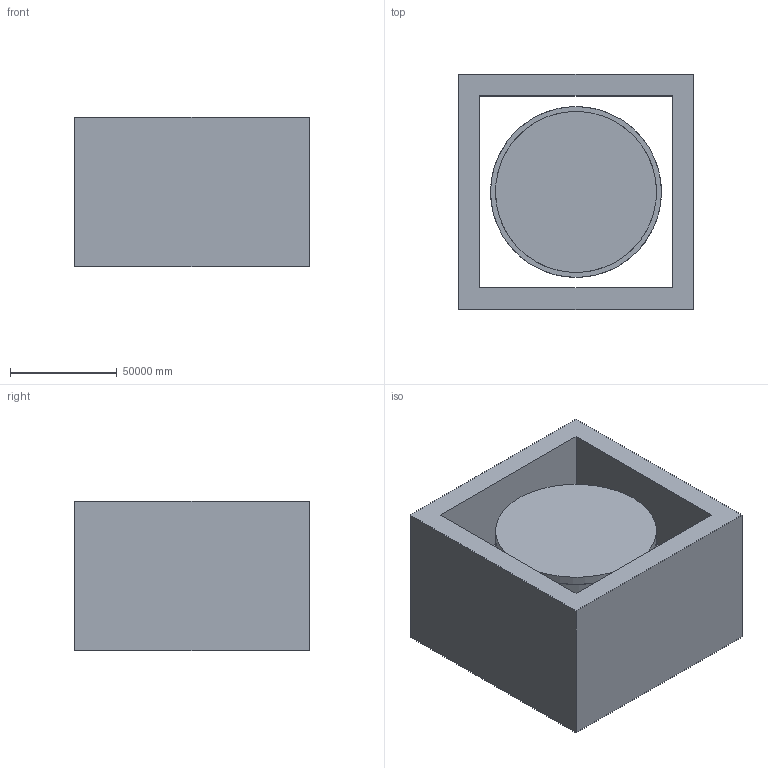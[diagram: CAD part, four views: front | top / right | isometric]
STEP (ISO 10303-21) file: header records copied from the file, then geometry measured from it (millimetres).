
FILE_DESCRIPTION(/* description */ (''),/* implementation_level */ '2;1');
FILE_NAME(/* name */ 'T294_M~1',/* time_stamp */ '2020-11-13T12:18:03+01:00',/* author */ (''),/* organization */ (''),/* preprocessor_version */ 'ST-DEVELOPER v15',/* originating_system */ '',/* authorisation */ '');
FILE_SCHEMA (('AUTOMOTIVE_DESIGN'));
Length unit declared in the file: metre
Products named in the file (1): Document
Bounding box: 110000 x 110000 x 70000 mm (x, y, z)
Volume: 406309191420291.9 mm3; surface area: 112654949045.2 mm2
Topology: 11 solids, 11 shells, 171 faces, 382 edges, 252 vertices
Faces by surface type: bspline 98, plane 73
Entity records: 5130 total; most frequent: CARTESIAN_POINT 2684, ORIENTED_EDGE 764, EDGE_CURVE 382, VERTEX_POINT 252, EDGE_LOOP 212, ADVANCED_FACE 171, FACE_OUTER_BOUND 171, B_SPLINE_CURVE_WITH_KNOTS 130
